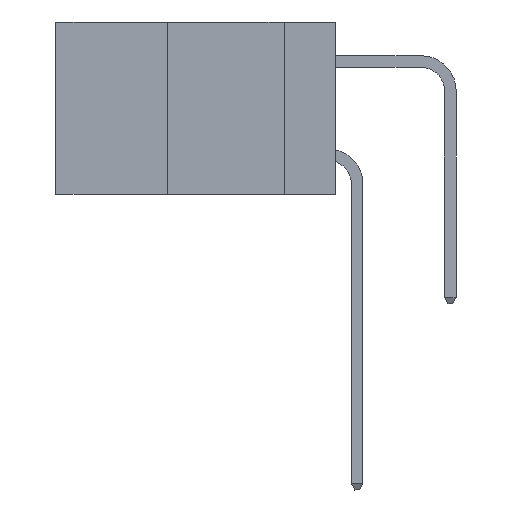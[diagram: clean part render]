
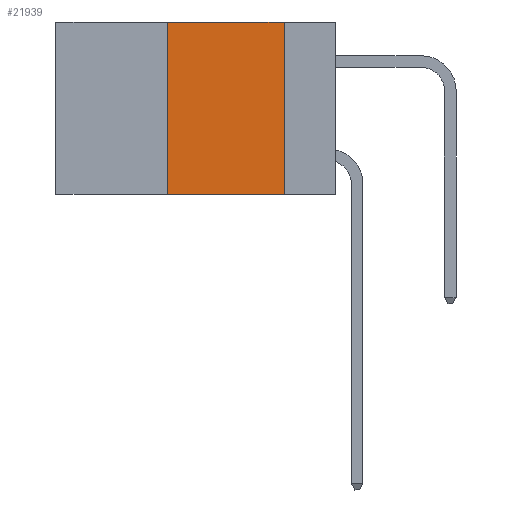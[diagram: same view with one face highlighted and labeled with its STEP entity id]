
A CAD part, left-side view. The second image highlights one B-rep face of the part: STEP entity #21939.
In plain terms, the highlighted planar face has unit normal (-1, 0, 0).
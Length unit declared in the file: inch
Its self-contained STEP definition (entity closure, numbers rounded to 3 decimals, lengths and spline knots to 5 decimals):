
#544 = LINE ( 'NONE', #13913, #6190 ) ;
#551 = EDGE_CURVE ( 'NONE', #7906, #7140, #19785, .T. ) ;
#919 = VECTOR ( 'NONE', #20622, 39.37008 ) ;
#1051 = CARTESIAN_POINT ( 'NONE',  ( 0., 0.36, -0.37 ) ) ;
#1497 = CARTESIAN_POINT ( 'NONE',  ( 0., 0.11, -0.37 ) ) ;
#1684 = DIRECTION ( 'NONE',  ( 0., 0., -1. ) ) ;
#2335 = ORIENTED_EDGE ( 'NONE', *, *, #21289, .F. ) ;
#3561 = VERTEX_POINT ( 'NONE', #8881 ) ;
#5183 = VECTOR ( 'NONE', #15462, 39.37008 ) ;
#6190 = VECTOR ( 'NONE', #22631, 39.37008 ) ;
#7140 = VERTEX_POINT ( 'NONE', #1497 ) ;
#7521 = FACE_OUTER_BOUND ( 'NONE', #13514, .T. ) ;
#7830 = CARTESIAN_POINT ( 'NONE',  ( 0., 0.36, 0. ) ) ;
#7906 = VERTEX_POINT ( 'NONE', #1051 ) ;
#8881 = CARTESIAN_POINT ( 'NONE',  ( 0., 0.11, 0. ) ) ;
#8899 = ORIENTED_EDGE ( 'NONE', *, *, #21753, .F. ) ;
#11396 = VECTOR ( 'NONE', #18493, 39.37008 ) ;
#11976 = AXIS2_PLACEMENT_3D ( 'NONE', #27128, #22832, #1684 ) ;
#13205 = CARTESIAN_POINT ( 'NONE',  ( 0., 0.6, -0.37 ) ) ;
#13514 = EDGE_LOOP ( 'NONE', ( #8899, #2335, #15047, #13967 ) ) ;
#13862 = VERTEX_POINT ( 'NONE', #27420 ) ;
#13913 = CARTESIAN_POINT ( 'NONE',  ( 0., 0.11, 0. ) ) ;
#13967 = ORIENTED_EDGE ( 'NONE', *, *, #551, .T. ) ;
#15047 = ORIENTED_EDGE ( 'NONE', *, *, #25516, .F. ) ;
#15462 = DIRECTION ( 'NONE',  ( 0., -1., 0. ) ) ;
#18493 = DIRECTION ( 'NONE',  ( 0., 0., 1. ) ) ;
#18836 = PLANE ( 'NONE',  #11976 ) ;
#19785 = LINE ( 'NONE', #13205, #5183 ) ;
#20622 = DIRECTION ( 'NONE',  ( 0., -1., 0. ) ) ;
#21289 = EDGE_CURVE ( 'NONE', #13862, #3561, #23812, .T. ) ;
#21753 = EDGE_CURVE ( 'NONE', #3561, #7140, #544, .T. ) ;
#21939 = ADVANCED_FACE ( 'NONE', ( #7521 ), #18836, .F. ) ;
#22631 = DIRECTION ( 'NONE',  ( 0., 0., -1. ) ) ;
#22733 = LINE ( 'NONE', #7830, #11396 ) ;
#22832 = DIRECTION ( 'NONE',  ( 1., 0., 0. ) ) ;
#23812 = LINE ( 'NONE', #27063, #919 ) ;
#25516 = EDGE_CURVE ( 'NONE', #7906, #13862, #22733, .T. ) ;
#27063 = CARTESIAN_POINT ( 'NONE',  ( 0., 0.6, 0. ) ) ;
#27128 = CARTESIAN_POINT ( 'NONE',  ( 0., 0.6, 0. ) ) ;
#27420 = CARTESIAN_POINT ( 'NONE',  ( 0., 0.36, 0. ) ) ;
